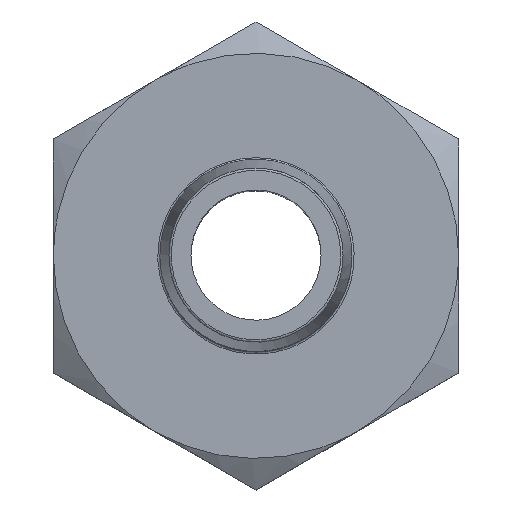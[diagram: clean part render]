
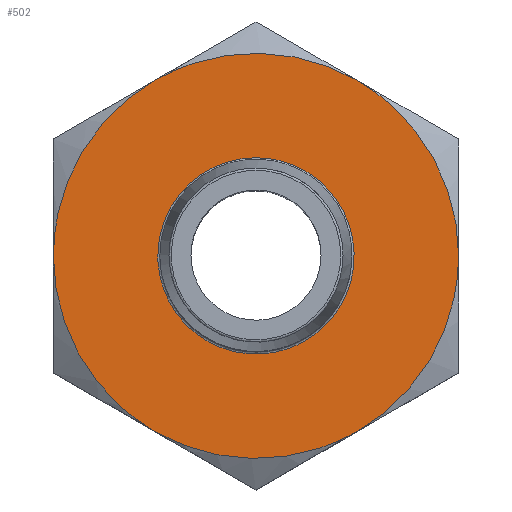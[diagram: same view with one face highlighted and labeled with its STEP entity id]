
A CAD part, top view. The second image highlights one B-rep face of the part: STEP entity #502.
In plain terms, the highlighted free-form (B-spline) face has degree [1, 1] with [2, 2] control points.
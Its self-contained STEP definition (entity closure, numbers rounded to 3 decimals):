
#155 = VERTEX_POINT('',#156);
#156 = CARTESIAN_POINT('',(-11.983,0.,0.));
#225 = VERTEX_POINT('',#226);
#226 = CARTESIAN_POINT('',(-5.992,-10.378,0.));
#287 = VERTEX_POINT('',#288);
#288 = CARTESIAN_POINT('',(5.992,-10.378,0.));
#351 = VERTEX_POINT('',#352);
#352 = CARTESIAN_POINT('',(11.983,0.,0.));
#411 = VERTEX_POINT('',#412);
#412 = CARTESIAN_POINT('',(5.992,10.378,0.));
#465 = VERTEX_POINT('',#466);
#466 = CARTESIAN_POINT('',(-5.992,10.378,0.));
#502 = ADVANCED_FACE('',(#503,#517),#555,.F.);
#503 = FACE_BOUND('',#504,.T.);
#504 = EDGE_LOOP('',(#505));
#505 = ORIENTED_EDGE('',*,*,#506,.T.);
#506 = EDGE_CURVE('',#507,#507,#509,.T.);
#507 = VERTEX_POINT('',#508);
#508 = CARTESIAN_POINT('',(-5.807,0.,0.));
#509 = ( BOUNDED_CURVE() B_SPLINE_CURVE(2,(#510,#511,#512,#513,#514,#515
,#516),.UNSPECIFIED.,.T.,.F.) B_SPLINE_CURVE_WITH_KNOTS((1,2,2,2,2,1),(
    -2.094,0.,2.094,4.189,6.283,
8.378),.UNSPECIFIED.) CURVE() GEOMETRIC_REPRESENTATION_ITEM() 
RATIONAL_B_SPLINE_CURVE((1.,0.5,1.,0.5,1.,0.5,1.)) REPRESENTATION_ITEM(
  '') );
#510 = CARTESIAN_POINT('',(-5.807,0.,0.));
#511 = CARTESIAN_POINT('',(-5.807,10.058,0.));
#512 = CARTESIAN_POINT('',(2.903,5.029,0.));
#513 = CARTESIAN_POINT('',(11.614,0.,0.));
#514 = CARTESIAN_POINT('',(2.903,-5.029,0.));
#515 = CARTESIAN_POINT('',(-5.807,-10.058,0.));
#516 = CARTESIAN_POINT('',(-5.807,0.,0.));
#517 = FACE_BOUND('',#518,.T.);
#518 = EDGE_LOOP('',(#519,#525,#531,#537,#543,#549));
#519 = ORIENTED_EDGE('',*,*,#520,.T.);
#520 = EDGE_CURVE('',#465,#155,#521,.T.);
#521 = ( BOUNDED_CURVE() B_SPLINE_CURVE(2,(#522,#523,#524),
.UNSPECIFIED.,.F.,.F.) B_SPLINE_CURVE_WITH_KNOTS((3,3),(2.094,
3.142),.PIECEWISE_BEZIER_KNOTS.) CURVE() 
GEOMETRIC_REPRESENTATION_ITEM() RATIONAL_B_SPLINE_CURVE((1.,
0.866,1.)) REPRESENTATION_ITEM('') );
#522 = CARTESIAN_POINT('',(-5.992,10.378,0.));
#523 = CARTESIAN_POINT('',(-11.983,6.918,0.));
#524 = CARTESIAN_POINT('',(-11.983,0.,0.));
#525 = ORIENTED_EDGE('',*,*,#526,.T.);
#526 = EDGE_CURVE('',#155,#225,#527,.T.);
#527 = ( BOUNDED_CURVE() B_SPLINE_CURVE(2,(#528,#529,#530),
.UNSPECIFIED.,.F.,.F.) B_SPLINE_CURVE_WITH_KNOTS((3,3),(3.142,
4.189),.PIECEWISE_BEZIER_KNOTS.) CURVE() 
GEOMETRIC_REPRESENTATION_ITEM() RATIONAL_B_SPLINE_CURVE((1.,
0.866,1.)) REPRESENTATION_ITEM('') );
#528 = CARTESIAN_POINT('',(-11.983,0.,0.));
#529 = CARTESIAN_POINT('',(-11.983,-6.918,0.));
#530 = CARTESIAN_POINT('',(-5.992,-10.378,0.));
#531 = ORIENTED_EDGE('',*,*,#532,.T.);
#532 = EDGE_CURVE('',#225,#287,#533,.T.);
#533 = ( BOUNDED_CURVE() B_SPLINE_CURVE(2,(#534,#535,#536),
.UNSPECIFIED.,.F.,.F.) B_SPLINE_CURVE_WITH_KNOTS((3,3),(4.189,
5.236),.PIECEWISE_BEZIER_KNOTS.) CURVE() 
GEOMETRIC_REPRESENTATION_ITEM() RATIONAL_B_SPLINE_CURVE((1.,
0.866,1.)) REPRESENTATION_ITEM('') );
#534 = CARTESIAN_POINT('',(-5.992,-10.378,0.));
#535 = CARTESIAN_POINT('',(0.,-13.837,0.));
#536 = CARTESIAN_POINT('',(5.992,-10.378,0.));
#537 = ORIENTED_EDGE('',*,*,#538,.T.);
#538 = EDGE_CURVE('',#287,#351,#539,.T.);
#539 = ( BOUNDED_CURVE() B_SPLINE_CURVE(2,(#540,#541,#542),
.UNSPECIFIED.,.F.,.F.) B_SPLINE_CURVE_WITH_KNOTS((3,3),(5.236,
6.283),.PIECEWISE_BEZIER_KNOTS.) CURVE() 
GEOMETRIC_REPRESENTATION_ITEM() RATIONAL_B_SPLINE_CURVE((1.,
0.866,1.)) REPRESENTATION_ITEM('') );
#540 = CARTESIAN_POINT('',(5.992,-10.378,0.));
#541 = CARTESIAN_POINT('',(11.983,-6.918,0.));
#542 = CARTESIAN_POINT('',(11.983,0.,0.));
#543 = ORIENTED_EDGE('',*,*,#544,.T.);
#544 = EDGE_CURVE('',#351,#411,#545,.T.);
#545 = ( BOUNDED_CURVE() B_SPLINE_CURVE(2,(#546,#547,#548),
.UNSPECIFIED.,.F.,.F.) B_SPLINE_CURVE_WITH_KNOTS((3,3),(0.,
1.047),.PIECEWISE_BEZIER_KNOTS.) CURVE() 
GEOMETRIC_REPRESENTATION_ITEM() RATIONAL_B_SPLINE_CURVE((1.,
0.866,1.)) REPRESENTATION_ITEM('') );
#546 = CARTESIAN_POINT('',(11.983,0.,0.));
#547 = CARTESIAN_POINT('',(11.983,6.918,0.));
#548 = CARTESIAN_POINT('',(5.992,10.378,0.));
#549 = ORIENTED_EDGE('',*,*,#550,.T.);
#550 = EDGE_CURVE('',#411,#465,#551,.T.);
#551 = ( BOUNDED_CURVE() B_SPLINE_CURVE(2,(#552,#553,#554),
.UNSPECIFIED.,.F.,.F.) B_SPLINE_CURVE_WITH_KNOTS((3,3),(1.047,
2.094),.PIECEWISE_BEZIER_KNOTS.) CURVE() 
GEOMETRIC_REPRESENTATION_ITEM() RATIONAL_B_SPLINE_CURVE((1.,
0.866,1.)) REPRESENTATION_ITEM('') );
#552 = CARTESIAN_POINT('',(5.992,10.378,0.));
#553 = CARTESIAN_POINT('',(0.,13.837,0.));
#554 = CARTESIAN_POINT('',(-5.992,10.378,0.));
#555 = B_SPLINE_SURFACE_WITH_KNOTS('',1,1,(
    (#556,#557)
    ,(#558,#559
    )),.UNSPECIFIED.,.F.,.F.,.F.,(2,2),(2,2),(-11.113,11.113),(
    -23.944,-1.719),.PIECEWISE_BEZIER_KNOTS.);
#556 = CARTESIAN_POINT('',(11.983,-11.983,0.));
#557 = CARTESIAN_POINT('',(11.983,11.983,0.));
#558 = CARTESIAN_POINT('',(-11.983,-11.983,0.));
#559 = CARTESIAN_POINT('',(-11.983,11.983,0.));
